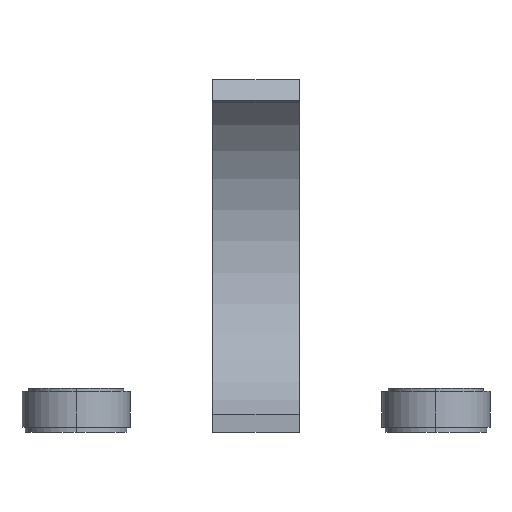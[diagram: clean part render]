
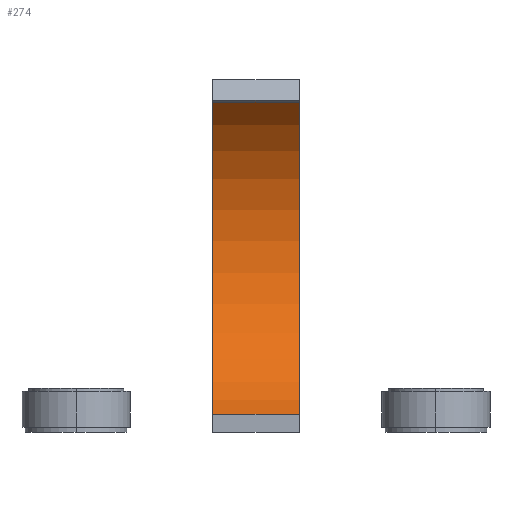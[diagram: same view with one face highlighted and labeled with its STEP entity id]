
A CAD part, front view. The second image highlights one B-rep face of the part: STEP entity #274.
In plain terms, the highlighted cylindrical face has radius 102.728 mm (diameter 205.456 mm), a partial arc.
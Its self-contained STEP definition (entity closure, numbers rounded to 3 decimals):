
#109 = DIRECTION ( 'NONE',  ( 0., 0., 1. ) ) ;
#210 = CARTESIAN_POINT ( 'NONE',  ( -24., -40., 10. ) ) ;
#261 = ORIENTED_EDGE ( 'NONE', *, *, #419, .T. ) ;
#274 = ADVANCED_FACE ( 'NONE', ( #932 ), #466, .F. ) ;
#284 = CIRCLE ( 'NONE', #667, 102.728 ) ;
#314 = VECTOR ( 'NONE', #607, 1000. ) ;
#315 = CIRCLE ( 'NONE', #520, 102.728 ) ;
#316 = EDGE_CURVE ( 'NONE', #460, #495, #579, .T. ) ;
#335 = DIRECTION ( 'NONE',  ( -1., 0., 0. ) ) ;
#417 = EDGE_LOOP ( 'NONE', ( #261, #655, #1000, #736 ) ) ;
#419 = EDGE_CURVE ( 'NONE', #661, #495, #315, .T. ) ;
#453 = CARTESIAN_POINT ( 'NONE',  ( -24., -77.728, 105.549 ) ) ;
#459 = CARTESIAN_POINT ( 'NONE',  ( 24., -11.012, 183.664 ) ) ;
#460 = VERTEX_POINT ( 'NONE', #539 ) ;
#466 = CYLINDRICAL_SURFACE ( 'NONE', #843, 102.728 ) ;
#483 = VERTEX_POINT ( 'NONE', #682 ) ;
#495 = VERTEX_POINT ( 'NONE', #210 ) ;
#512 = DIRECTION ( 'NONE',  ( -1., 0., 0. ) ) ;
#520 = AXIS2_PLACEMENT_3D ( 'NONE', #453, #772, #609 ) ;
#521 = DIRECTION ( 'NONE',  ( -1., 0., 0. ) ) ;
#525 = EDGE_CURVE ( 'NONE', #483, #661, #536, .T. ) ;
#536 = LINE ( 'NONE', #459, #314 ) ;
#539 = CARTESIAN_POINT ( 'NONE',  ( 24., -40., 10. ) ) ;
#579 = LINE ( 'NONE', #757, #666 ) ;
#607 = DIRECTION ( 'NONE',  ( -1., 0., 0. ) ) ;
#609 = DIRECTION ( 'NONE',  ( 0., 0., 1. ) ) ;
#655 = ORIENTED_EDGE ( 'NONE', *, *, #316, .F. ) ;
#656 = CARTESIAN_POINT ( 'NONE',  ( 24., -77.728, 105.549 ) ) ;
#661 = VERTEX_POINT ( 'NONE', #785 ) ;
#666 = VECTOR ( 'NONE', #521, 1000. ) ;
#667 = AXIS2_PLACEMENT_3D ( 'NONE', #656, #335, #742 ) ;
#673 = CARTESIAN_POINT ( 'NONE',  ( 24., -77.728, 105.549 ) ) ;
#682 = CARTESIAN_POINT ( 'NONE',  ( 24., -11.012, 183.664 ) ) ;
#736 = ORIENTED_EDGE ( 'NONE', *, *, #525, .T. ) ;
#742 = DIRECTION ( 'NONE',  ( 0., 0., 1. ) ) ;
#757 = CARTESIAN_POINT ( 'NONE',  ( 24., -40., 10. ) ) ;
#772 = DIRECTION ( 'NONE',  ( -1., 0., 0. ) ) ;
#785 = CARTESIAN_POINT ( 'NONE',  ( -24., -11.012, 183.664 ) ) ;
#843 = AXIS2_PLACEMENT_3D ( 'NONE', #673, #512, #109 ) ;
#931 = EDGE_CURVE ( 'NONE', #483, #460, #284, .T. ) ;
#932 = FACE_OUTER_BOUND ( 'NONE', #417, .T. ) ;
#1000 = ORIENTED_EDGE ( 'NONE', *, *, #931, .F. ) ;
